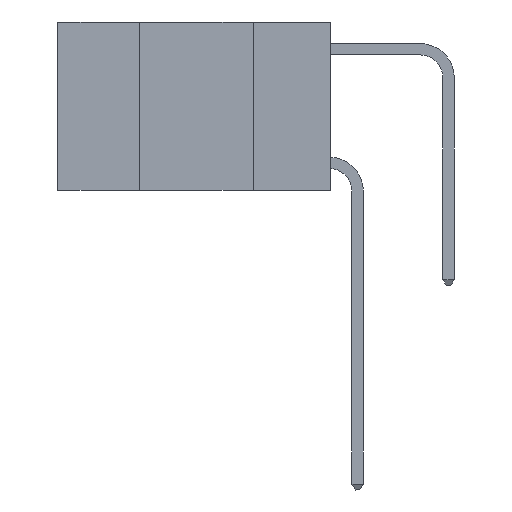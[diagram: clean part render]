
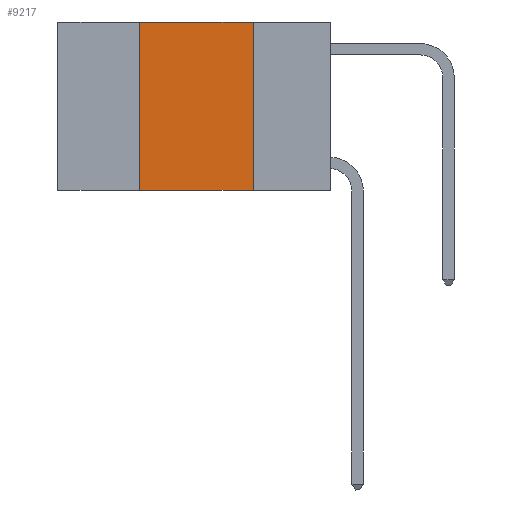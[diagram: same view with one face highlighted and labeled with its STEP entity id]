
A CAD part, left-side view. The second image highlights one B-rep face of the part: STEP entity #9217.
In plain terms, the highlighted planar face has unit normal (-1, 0, 0).
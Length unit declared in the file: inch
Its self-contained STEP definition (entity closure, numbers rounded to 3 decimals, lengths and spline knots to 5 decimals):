
#367 = CARTESIAN_POINT ( 'NONE',  ( 0., 0.17, 0. ) ) ;
#1207 = FACE_OUTER_BOUND ( 'NONE', #4529, .T. ) ;
#1438 = CARTESIAN_POINT ( 'NONE',  ( 0., 0.17, -0.37 ) ) ;
#1586 = CARTESIAN_POINT ( 'NONE',  ( 0., 0.6, 0. ) ) ;
#2073 = CARTESIAN_POINT ( 'NONE',  ( 0., 0.17, 0. ) ) ;
#2178 = ORIENTED_EDGE ( 'NONE', *, *, #6308, .T. ) ;
#2324 = ORIENTED_EDGE ( 'NONE', *, *, #7964, .F. ) ;
#2867 = DIRECTION ( 'NONE',  ( 1., 0., 0. ) ) ;
#3079 = VERTEX_POINT ( 'NONE', #9562 ) ;
#3168 = VECTOR ( 'NONE', #6388, 39.37008 ) ;
#3212 = LINE ( 'NONE', #9485, #10644 ) ;
#3241 = LINE ( 'NONE', #1586, #4642 ) ;
#3535 = AXIS2_PLACEMENT_3D ( 'NONE', #10898, #2867, #10132 ) ;
#4418 = ORIENTED_EDGE ( 'NONE', *, *, #9389, .F. ) ;
#4529 = EDGE_LOOP ( 'NONE', ( #8370, #4418, #2324, #2178 ) ) ;
#4642 = VECTOR ( 'NONE', #11523, 39.37008 ) ;
#5377 = LINE ( 'NONE', #7267, #3168 ) ;
#5591 = LINE ( 'NONE', #2073, #6713 ) ;
#6308 = EDGE_CURVE ( 'NONE', #9596, #6959, #5377, .T. ) ;
#6388 = DIRECTION ( 'NONE',  ( 0., -1., 0. ) ) ;
#6592 = DIRECTION ( 'NONE',  ( 0., 0., -1. ) ) ;
#6713 = VECTOR ( 'NONE', #6592, 39.37008 ) ;
#6959 = VERTEX_POINT ( 'NONE', #1438 ) ;
#7267 = CARTESIAN_POINT ( 'NONE',  ( 0., 0.6, -0.37 ) ) ;
#7337 = PLANE ( 'NONE',  #3535 ) ;
#7545 = DIRECTION ( 'NONE',  ( 0., 0., 1. ) ) ;
#7964 = EDGE_CURVE ( 'NONE', #9596, #3079, #3212, .T. ) ;
#8370 = ORIENTED_EDGE ( 'NONE', *, *, #10976, .F. ) ;
#8487 = CARTESIAN_POINT ( 'NONE',  ( 0., 0.42, -0.37 ) ) ;
#9217 = ADVANCED_FACE ( 'NONE', ( #1207 ), #7337, .F. ) ;
#9389 = EDGE_CURVE ( 'NONE', #3079, #10556, #3241, .T. ) ;
#9485 = CARTESIAN_POINT ( 'NONE',  ( 0., 0.42, 0. ) ) ;
#9562 = CARTESIAN_POINT ( 'NONE',  ( 0., 0.42, 0. ) ) ;
#9596 = VERTEX_POINT ( 'NONE', #8487 ) ;
#10132 = DIRECTION ( 'NONE',  ( 0., 0., -1. ) ) ;
#10556 = VERTEX_POINT ( 'NONE', #367 ) ;
#10644 = VECTOR ( 'NONE', #7545, 39.37008 ) ;
#10898 = CARTESIAN_POINT ( 'NONE',  ( 0., 0.6, 0. ) ) ;
#10976 = EDGE_CURVE ( 'NONE', #10556, #6959, #5591, .T. ) ;
#11523 = DIRECTION ( 'NONE',  ( 0., -1., 0. ) ) ;
